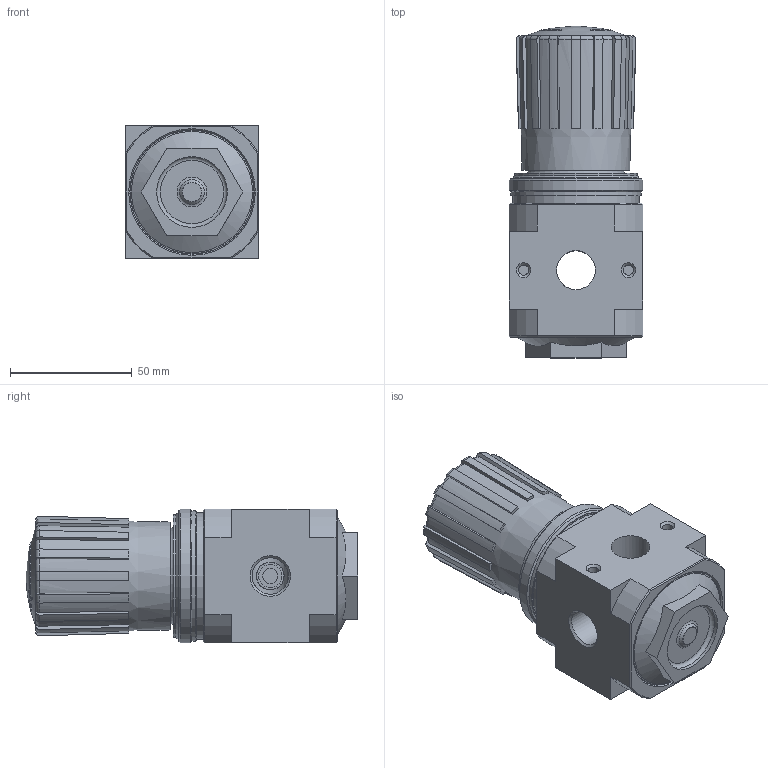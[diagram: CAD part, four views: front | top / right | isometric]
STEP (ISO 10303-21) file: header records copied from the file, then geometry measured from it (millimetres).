
FILE_DESCRIPTION(/* description */ ('STEP AP214'),/* implementation_level */ '2;1');
FILE_NAME(/* name */ '197538_LRB-D-7-O-MIDI',/* time_stamp */ '2024-09-04T22:48:45+02:00',/* author */ ('License CC BY-ND 4.0'),/* organization */ ('CADENAS'),/* preprocessor_version */ 'ST-DEVELOPER v19.3',/* originating_system */ 'PARTsolutions',/* authorisation */ ' ');
FILE_SCHEMA (('AUTOMOTIVE_DESIGN {1 0 10303 214 3 1 1}'));
Length unit declared in the file: millimetre
Products named in the file (4): 197538 LRB-D-7-O-MIDI---(0); 197538 LRB-D-7-O-MIDI---(0-Geh); 398012 LRVS-D-MIDI M52x1.5; 373846 LR-MIDI
Assembly tree (3 placements, depth 2):
  197538 LRB-D-7-O-MIDI---(0)
    197538 LRB-D-7-O-MIDI---(0-Geh)
    398012 LRVS-D-MIDI M52x1.5
    373846 LR-MIDI
Bounding box: 55 x 136.3 x 55 mm (x, y, z)
Volume: 277678.3 mm3; surface area: 39337.8 mm2
Topology: 3 solids, 3 shells, 249 faces, 632 edges, 409 vertices
Faces by surface type: plane 131, cone 43, torus 38, cylinder 32, sphere 5
Full cylindrical faces by diameter (mm): 4.134 x4, 6.3 x1, 9.6 x1, 11.2 x1, 11.445 x1, 13.157 x1, 14.95 x1, 16 x1, 26.4 x1, 29 x1, 30.8 x1, 39 x1, 50.16 x1, 50.376 x1, 52 x1, 53.5 x1, 54.8 x1
Entity records: 9200 total; most frequent: CARTESIAN_POINT 1811, DIRECTION 1184, ORIENTED_EDGE 1156, EDGE_CURVE 578, AXIS2_PLACEMENT_3D 505, VERTEX_POINT 402, EDGE_LOOP 324, FACE_BOUND 324
